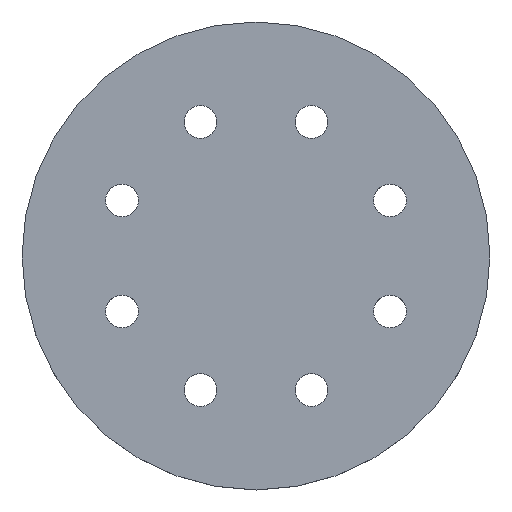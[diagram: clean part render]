
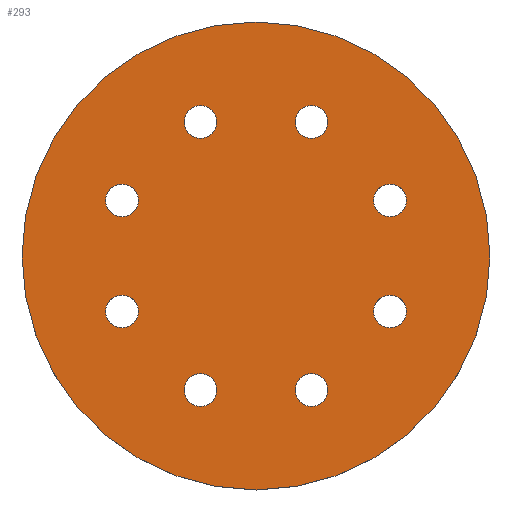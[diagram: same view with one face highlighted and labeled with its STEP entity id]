
A CAD part, top view. The second image highlights one B-rep face of the part: STEP entity #293.
In plain terms, the highlighted planar face has unit normal (0, 0, 1).
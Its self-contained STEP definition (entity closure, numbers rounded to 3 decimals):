
#15=FACE_BOUND('',#88,.T.);
#16=FACE_BOUND('',#89,.T.);
#17=FACE_BOUND('',#90,.T.);
#18=FACE_BOUND('',#91,.T.);
#19=FACE_BOUND('',#92,.T.);
#20=FACE_BOUND('',#93,.T.);
#21=FACE_BOUND('',#94,.T.);
#22=FACE_BOUND('',#95,.T.);
#32=CIRCLE('',#314,1.75);
#34=CIRCLE('',#317,1.75);
#36=CIRCLE('',#320,1.75);
#38=CIRCLE('',#323,1.75);
#40=CIRCLE('',#326,1.75);
#42=CIRCLE('',#329,1.75);
#44=CIRCLE('',#332,1.75);
#46=CIRCLE('',#335,1.75);
#49=CIRCLE('',#339,25.);
#72=FACE_OUTER_BOUND('',#87,.T.);
#87=EDGE_LOOP('',(#252));
#88=EDGE_LOOP('',(#253));
#89=EDGE_LOOP('',(#254));
#90=EDGE_LOOP('',(#255));
#91=EDGE_LOOP('',(#256));
#92=EDGE_LOOP('',(#257));
#93=EDGE_LOOP('',(#258));
#94=EDGE_LOOP('',(#259));
#95=EDGE_LOOP('',(#260));
#148=VERTEX_POINT('',#449);
#150=VERTEX_POINT('',#455);
#152=VERTEX_POINT('',#461);
#154=VERTEX_POINT('',#467);
#156=VERTEX_POINT('',#473);
#158=VERTEX_POINT('',#479);
#160=VERTEX_POINT('',#485);
#162=VERTEX_POINT('',#491);
#165=VERTEX_POINT('',#499);
#175=EDGE_CURVE('',#148,#148,#32,.T.);
#178=EDGE_CURVE('',#150,#150,#34,.T.);
#181=EDGE_CURVE('',#152,#152,#36,.T.);
#184=EDGE_CURVE('',#154,#154,#38,.T.);
#187=EDGE_CURVE('',#156,#156,#40,.T.);
#190=EDGE_CURVE('',#158,#158,#42,.T.);
#193=EDGE_CURVE('',#160,#160,#44,.T.);
#196=EDGE_CURVE('',#162,#162,#46,.T.);
#201=EDGE_CURVE('',#165,#165,#49,.T.);
#252=ORIENTED_EDGE('',*,*,#201,.T.);
#253=ORIENTED_EDGE('',*,*,#175,.T.);
#254=ORIENTED_EDGE('',*,*,#178,.T.);
#255=ORIENTED_EDGE('',*,*,#181,.T.);
#256=ORIENTED_EDGE('',*,*,#184,.T.);
#257=ORIENTED_EDGE('',*,*,#187,.T.);
#258=ORIENTED_EDGE('',*,*,#190,.T.);
#259=ORIENTED_EDGE('',*,*,#193,.T.);
#260=ORIENTED_EDGE('',*,*,#196,.T.);
#278=PLANE('',#340);
#293=ADVANCED_FACE('',(#72,#15,#16,#17,#18,#19,#20,#21,#22),#278,.T.);
#314=AXIS2_PLACEMENT_3D('',#450,#363,#364);
#317=AXIS2_PLACEMENT_3D('',#456,#370,#371);
#320=AXIS2_PLACEMENT_3D('',#462,#377,#378);
#323=AXIS2_PLACEMENT_3D('',#468,#384,#385);
#326=AXIS2_PLACEMENT_3D('',#474,#391,#392);
#329=AXIS2_PLACEMENT_3D('',#480,#398,#399);
#332=AXIS2_PLACEMENT_3D('',#486,#405,#406);
#335=AXIS2_PLACEMENT_3D('',#492,#412,#413);
#339=AXIS2_PLACEMENT_3D('',#501,#422,#423);
#340=AXIS2_PLACEMENT_3D('',#502,#424,#425);
#363=DIRECTION('center_axis',(0.,0.,-1.));
#364=DIRECTION('ref_axis',(0.707,-0.707,0.));
#370=DIRECTION('center_axis',(0.,0.,-1.));
#371=DIRECTION('ref_axis',(0.,-1.,0.));
#377=DIRECTION('center_axis',(0.,0.,-1.));
#378=DIRECTION('ref_axis',(-0.707,-0.707,0.));
#384=DIRECTION('center_axis',(0.,0.,-1.));
#385=DIRECTION('ref_axis',(-1.,0.,0.));
#391=DIRECTION('center_axis',(0.,0.,-1.));
#392=DIRECTION('ref_axis',(-0.707,0.707,0.));
#398=DIRECTION('center_axis',(0.,0.,-1.));
#399=DIRECTION('ref_axis',(0.,1.,0.));
#405=DIRECTION('center_axis',(0.,0.,-1.));
#406=DIRECTION('ref_axis',(0.707,0.707,0.));
#412=DIRECTION('center_axis',(0.,0.,-1.));
#413=DIRECTION('ref_axis',(1.,0.,0.));
#422=DIRECTION('center_axis',(0.,0.,1.));
#423=DIRECTION('ref_axis',(1.,0.,0.));
#424=DIRECTION('center_axis',(0.,0.,1.));
#425=DIRECTION('ref_axis',(1.,0.,0.));
#449=CARTESIAN_POINT('',(13.083,7.169,0.));
#450=CARTESIAN_POINT('Origin',(14.32,5.932,0.));
#455=CARTESIAN_POINT('',(14.32,-4.182,0.));
#456=CARTESIAN_POINT('Origin',(14.32,-5.932,0.));
#461=CARTESIAN_POINT('',(7.169,-13.083,0.));
#462=CARTESIAN_POINT('Origin',(5.932,-14.32,0.));
#467=CARTESIAN_POINT('',(-4.182,-14.32,0.));
#468=CARTESIAN_POINT('Origin',(-5.932,-14.32,0.));
#473=CARTESIAN_POINT('',(-13.083,-7.169,0.));
#474=CARTESIAN_POINT('Origin',(-14.32,-5.932,0.));
#479=CARTESIAN_POINT('',(-14.32,4.182,0.));
#480=CARTESIAN_POINT('Origin',(-14.32,5.932,0.));
#485=CARTESIAN_POINT('',(-7.169,13.083,0.));
#486=CARTESIAN_POINT('Origin',(-5.932,14.32,0.));
#491=CARTESIAN_POINT('',(4.182,14.32,0.));
#492=CARTESIAN_POINT('Origin',(5.932,14.32,0.));
#499=CARTESIAN_POINT('',(-25.,0.,0.));
#501=CARTESIAN_POINT('Origin',(0.,0.,0.));
#502=CARTESIAN_POINT('Origin',(0.,0.,0.));
